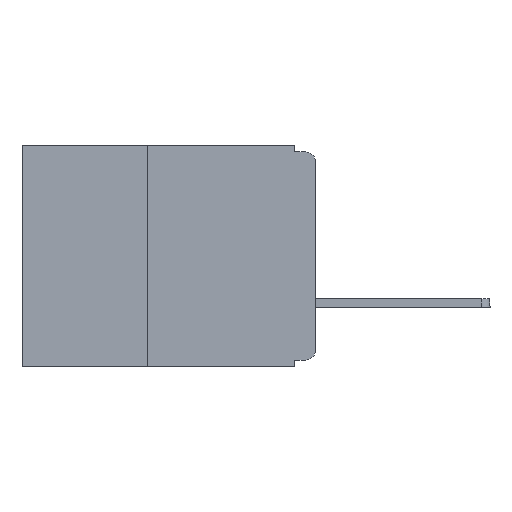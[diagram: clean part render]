
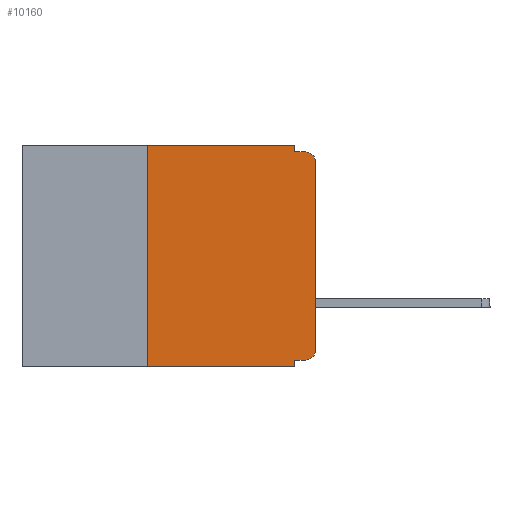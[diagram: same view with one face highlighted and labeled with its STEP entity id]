
A CAD part, left-side view. The second image highlights one B-rep face of the part: STEP entity #10160.
In plain terms, the highlighted planar face has unit normal (-1, 0, 0).
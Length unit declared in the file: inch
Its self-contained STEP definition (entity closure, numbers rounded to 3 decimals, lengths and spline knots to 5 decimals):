
#434 = VERTEX_POINT ( 'NONE', #6982 ) ;
#538 = PLANE ( 'NONE',  #5099 ) ;
#608 = EDGE_LOOP ( 'NONE', ( #15824, #14135, #7031, #14680, #7128, #5568, #6397, #5364, #1007, #5602 ) ) ;
#991 = VECTOR ( 'NONE', #13401, 39.37008 ) ;
#1007 = ORIENTED_EDGE ( 'NONE', *, *, #3357, .F. ) ;
#1230 = CARTESIAN_POINT ( 'NONE',  ( 0., 0., 0. ) ) ;
#1591 = VECTOR ( 'NONE', #2842, 39.37008 ) ;
#1740 = CARTESIAN_POINT ( 'NONE',  ( 0., 0.031, 0. ) ) ;
#1752 = LINE ( 'NONE', #1230, #11261 ) ;
#1983 = CARTESIAN_POINT ( 'NONE',  ( 0., 0.437, 0. ) ) ;
#2140 = DIRECTION ( 'NONE',  ( 0., 0., 1. ) ) ;
#2163 = EDGE_CURVE ( 'NONE', #434, #8394, #1752, .T. ) ;
#2562 = VECTOR ( 'NONE', #13316, 39.37008 ) ;
#2802 = EDGE_CURVE ( 'NONE', #3669, #3488, #6032, .T. ) ;
#2842 = DIRECTION ( 'NONE',  ( 0., 0., -1. ) ) ;
#3328 = DIRECTION ( 'NONE',  ( 0., 0., -1. ) ) ;
#3357 = EDGE_CURVE ( 'NONE', #8099, #7535, #13673, .T. ) ;
#3488 = VERTEX_POINT ( 'NONE', #9879 ) ;
#3627 = EDGE_CURVE ( 'NONE', #8394, #3488, #7019, .T. ) ;
#3669 = VERTEX_POINT ( 'NONE', #4920 ) ;
#3823 = EDGE_CURVE ( 'NONE', #8099, #434, #7214, .T. ) ;
#4140 = CARTESIAN_POINT ( 'NONE',  ( 0., 0.031, -0.33 ) ) ;
#4618 = AXIS2_PLACEMENT_3D ( 'NONE', #16411, #16360, #16348 ) ;
#4918 = CARTESIAN_POINT ( 'NONE',  ( 0., 0.25, 0. ) ) ;
#4920 = CARTESIAN_POINT ( 'NONE',  ( 0., 0.031, -0.01 ) ) ;
#5027 = CARTESIAN_POINT ( 'NONE',  ( 0., 0., -0.025 ) ) ;
#5099 = AXIS2_PLACEMENT_3D ( 'NONE', #1983, #11047, #3328 ) ;
#5364 = ORIENTED_EDGE ( 'NONE', *, *, #9919, .F. ) ;
#5522 = DIRECTION ( 'NONE',  ( -1., 0., 0. ) ) ;
#5541 = DIRECTION ( 'NONE',  ( 0., 0., -1. ) ) ;
#5568 = ORIENTED_EDGE ( 'NONE', *, *, #9291, .F. ) ;
#5602 = ORIENTED_EDGE ( 'NONE', *, *, #3823, .T. ) ;
#5642 = CARTESIAN_POINT ( 'NONE',  ( 0., 0.015, -0.025 ) ) ;
#6032 = LINE ( 'NONE', #12591, #2562 ) ;
#6397 = ORIENTED_EDGE ( 'NONE', *, *, #9314, .T. ) ;
#6513 = VERTEX_POINT ( 'NONE', #10175 ) ;
#6524 = VECTOR ( 'NONE', #13020, 39.37008 ) ;
#6640 = VERTEX_POINT ( 'NONE', #9001 ) ;
#6982 = CARTESIAN_POINT ( 'NONE',  ( 0., 0., -0.305 ) ) ;
#7019 = CIRCLE ( 'NONE', #8450, 0.015 ) ;
#7031 = ORIENTED_EDGE ( 'NONE', *, *, #2802, .F. ) ;
#7036 = VECTOR ( 'NONE', #14660, 39.37008 ) ;
#7128 = ORIENTED_EDGE ( 'NONE', *, *, #7632, .F. ) ;
#7214 = CIRCLE ( 'NONE', #4618, 0.015 ) ;
#7352 = LINE ( 'NONE', #13191, #13970 ) ;
#7535 = VERTEX_POINT ( 'NONE', #14336 ) ;
#7632 = EDGE_CURVE ( 'NONE', #7799, #14523, #8023, .T. ) ;
#7799 = VERTEX_POINT ( 'NONE', #4918 ) ;
#8023 = LINE ( 'NONE', #12188, #991 ) ;
#8099 = VERTEX_POINT ( 'NONE', #15453 ) ;
#8271 = CARTESIAN_POINT ( 'NONE',  ( 0., 0.437, -0.33 ) ) ;
#8394 = VERTEX_POINT ( 'NONE', #5027 ) ;
#8450 = AXIS2_PLACEMENT_3D ( 'NONE', #5642, #5522, #5541 ) ;
#9001 = CARTESIAN_POINT ( 'NONE',  ( 0., 0.25, -0.33 ) ) ;
#9214 = EDGE_CURVE ( 'NONE', #14523, #3669, #11900, .T. ) ;
#9291 = EDGE_CURVE ( 'NONE', #6640, #7799, #7352, .T. ) ;
#9314 = EDGE_CURVE ( 'NONE', #6640, #6513, #16357, .T. ) ;
#9527 = DIRECTION ( 'NONE',  ( 0., 0., 1. ) ) ;
#9879 = CARTESIAN_POINT ( 'NONE',  ( 0., 0.015, -0.01 ) ) ;
#9919 = EDGE_CURVE ( 'NONE', #7535, #6513, #15608, .T. ) ;
#10160 = ADVANCED_FACE ( 'NONE', ( #15789 ), #538, .F. ) ;
#10175 = CARTESIAN_POINT ( 'NONE',  ( 0., 0.031, -0.33 ) ) ;
#10589 = CARTESIAN_POINT ( 'NONE',  ( 0., 0.031, 0. ) ) ;
#10801 = DIRECTION ( 'NONE',  ( 0., -1., 0. ) ) ;
#11047 = DIRECTION ( 'NONE',  ( 1., 0., 0. ) ) ;
#11261 = VECTOR ( 'NONE', #2140, 39.37008 ) ;
#11900 = LINE ( 'NONE', #10589, #1591 ) ;
#12188 = CARTESIAN_POINT ( 'NONE',  ( 0., 0.437, 0. ) ) ;
#12591 = CARTESIAN_POINT ( 'NONE',  ( 0., 0., -0.01 ) ) ;
#13020 = DIRECTION ( 'NONE',  ( 0., 0., -1. ) ) ;
#13191 = CARTESIAN_POINT ( 'NONE',  ( 0., 0.25, -0.33 ) ) ;
#13215 = VECTOR ( 'NONE', #10801, 39.37008 ) ;
#13316 = DIRECTION ( 'NONE',  ( 0., -1., 0. ) ) ;
#13401 = DIRECTION ( 'NONE',  ( 0., -1., 0. ) ) ;
#13673 = LINE ( 'NONE', #15039, #7036 ) ;
#13970 = VECTOR ( 'NONE', #9527, 39.37008 ) ;
#14135 = ORIENTED_EDGE ( 'NONE', *, *, #3627, .T. ) ;
#14336 = CARTESIAN_POINT ( 'NONE',  ( 0., 0.031, -0.32 ) ) ;
#14523 = VERTEX_POINT ( 'NONE', #1740 ) ;
#14660 = DIRECTION ( 'NONE',  ( 0., 1., 0. ) ) ;
#14680 = ORIENTED_EDGE ( 'NONE', *, *, #9214, .F. ) ;
#15039 = CARTESIAN_POINT ( 'NONE',  ( 0., 0., -0.32 ) ) ;
#15453 = CARTESIAN_POINT ( 'NONE',  ( 0., 0.015, -0.32 ) ) ;
#15608 = LINE ( 'NONE', #4140, #6524 ) ;
#15789 = FACE_OUTER_BOUND ( 'NONE', #608, .T. ) ;
#15824 = ORIENTED_EDGE ( 'NONE', *, *, #2163, .T. ) ;
#16348 = DIRECTION ( 'NONE',  ( 0., 0., -1. ) ) ;
#16357 = LINE ( 'NONE', #8271, #13215 ) ;
#16360 = DIRECTION ( 'NONE',  ( -1., 0., 0. ) ) ;
#16411 = CARTESIAN_POINT ( 'NONE',  ( 0., 0.015, -0.305 ) ) ;
